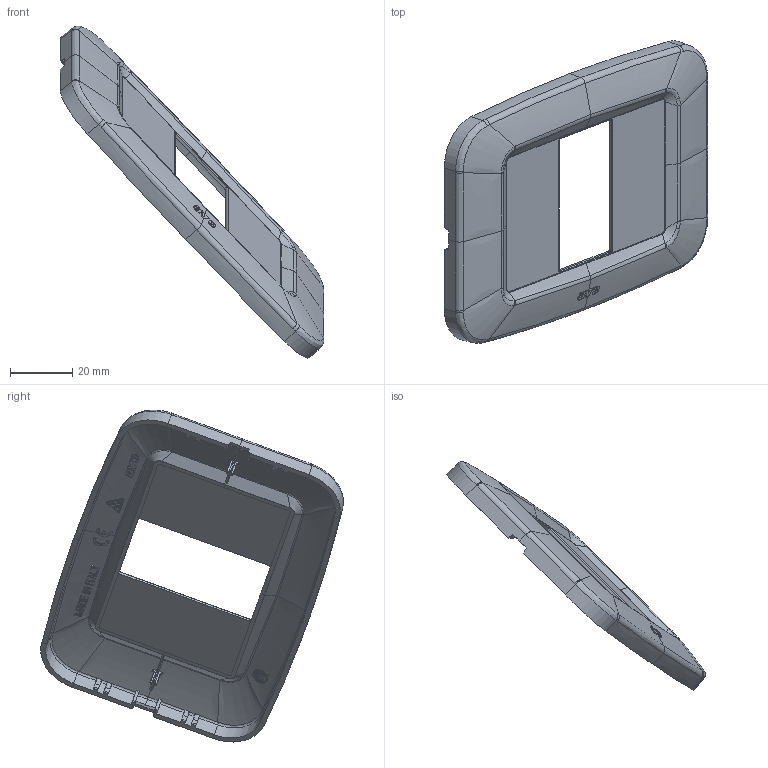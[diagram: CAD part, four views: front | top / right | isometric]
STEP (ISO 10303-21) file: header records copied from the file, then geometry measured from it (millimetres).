
FILE_DESCRIPTION(('CATIA V5 STEP Exchange'),'2;1');
FILE_NAME('45PY01@.stp','2023-09-25T10:03:40+00:00',('none'),('none'),'CATIA Version 5-6 Release 2016 SP6','CATIA V5 STEP AP203','none');
FILE_SCHEMA(('CONFIG_CONTROL_DESIGN'));
Products named in the file (1): 45PY01@
Assembly tree (2 placements, depth 2):
  45PY01@
    #57
    #101
Bounding box: 84.68 x 97.28 x 106.7 mm (x, y, z)
Volume: 13699.6 mm3; surface area: 21181.2 mm2
Topology: 1 solids, 1 shells, 761 faces, 2037 edges, 1312 vertices
Faces by surface type: bspline 412, plane 311, cylinder 38
Entity records: 39666 total; most frequent: CARTESIAN_POINT 25175, ORIENTED_EDGE 4070, EDGE_CURVE 2035, B_SPLINE_CURVE_WITH_KNOTS 1600, VERTEX_POINT 1308, DIRECTION 1099, EDGE_LOOP 795, ADVANCED_FACE 761
